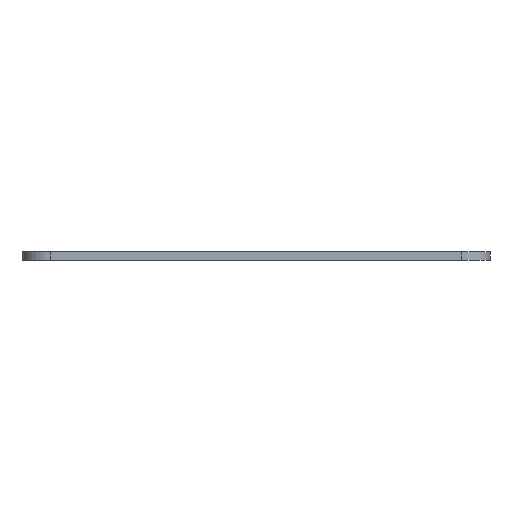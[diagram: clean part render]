
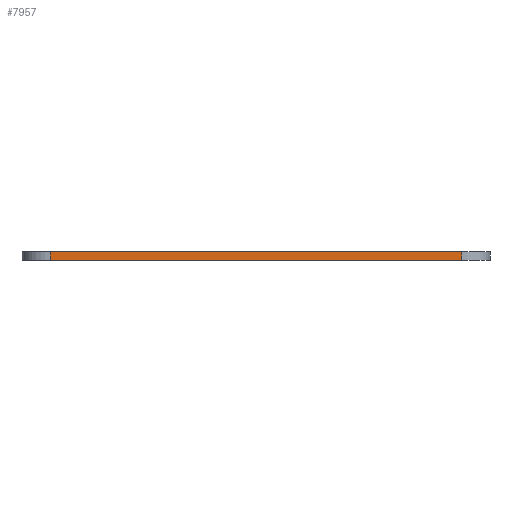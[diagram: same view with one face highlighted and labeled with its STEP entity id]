
A CAD part, left-side view. The second image highlights one B-rep face of the part: STEP entity #7957.
In plain terms, the highlighted planar face has unit normal (-1, 0, 0).
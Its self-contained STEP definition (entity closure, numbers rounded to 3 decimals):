
#222=PLANE('',#8142);
#625=FACE_OUTER_BOUND('',#1082,.T.);
#1082=EDGE_LOOP('',(#7054,#7055,#7056,#7057));
#1638=LINE('',#16099,#2233);
#1663=LINE('',#16202,#2258);
#1664=LINE('',#16205,#2259);
#1665=LINE('',#16206,#2260);
#2233=VECTOR('',#8897,10.);
#2258=VECTOR('',#8984,10.);
#2259=VECTOR('',#8987,10.);
#2260=VECTOR('',#8988,10.);
#3595=VERTEX_POINT('',#16095);
#3597=VERTEX_POINT('',#16098);
#3644=VERTEX_POINT('',#16200);
#3645=VERTEX_POINT('',#16204);
#4751=EDGE_CURVE('',#3595,#3597,#1638,.T.);
#4800=EDGE_CURVE('',#3644,#3595,#1663,.T.);
#4801=EDGE_CURVE('',#3645,#3644,#1664,.T.);
#4802=EDGE_CURVE('',#3597,#3645,#1665,.T.);
#7054=ORIENTED_EDGE('',*,*,#4800,.F.);
#7055=ORIENTED_EDGE('',*,*,#4801,.F.);
#7056=ORIENTED_EDGE('',*,*,#4802,.F.);
#7057=ORIENTED_EDGE('',*,*,#4751,.F.);
#7957=ADVANCED_FACE('',(#625),#222,.T.);
#8142=AXIS2_PLACEMENT_3D('',#16203,#8985,#8986);
#8897=DIRECTION('',(0.,-1.,0.));
#8984=DIRECTION('',(0.,0.,1.));
#8985=DIRECTION('center_axis',(-1.,0.,0.));
#8986=DIRECTION('ref_axis',(0.,-1.,0.));
#8987=DIRECTION('',(0.,1.,0.));
#8988=DIRECTION('',(0.,0.,-1.));
#16095=CARTESIAN_POINT('',(-13.325,27.528,1.5));
#16098=CARTESIAN_POINT('',(-13.325,-45.241,1.5));
#16099=CARTESIAN_POINT('',(-13.325,-50.241,1.5));
#16200=CARTESIAN_POINT('',(-13.325,27.528,0.));
#16202=CARTESIAN_POINT('',(-13.325,27.528,0.));
#16203=CARTESIAN_POINT('Origin',(-13.325,32.528,0.));
#16204=CARTESIAN_POINT('',(-13.325,-45.241,0.));
#16205=CARTESIAN_POINT('',(-13.325,-50.241,0.));
#16206=CARTESIAN_POINT('',(-13.325,-45.241,0.));
